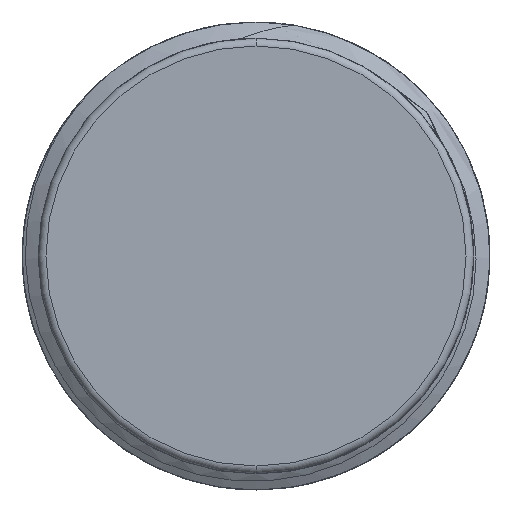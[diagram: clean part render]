
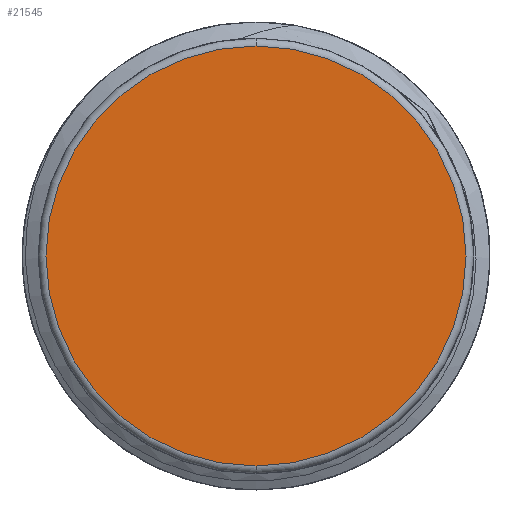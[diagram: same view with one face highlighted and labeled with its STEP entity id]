
A CAD part, left-side view. The second image highlights one B-rep face of the part: STEP entity #21545.
In plain terms, the highlighted planar face has unit normal (-1, 0, 0).
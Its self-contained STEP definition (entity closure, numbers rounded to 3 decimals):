
#261=CARTESIAN_POINT('',(-21.95,0.,2.408));
#262=DIRECTION('',(1.,0.,0.));
#263=DIRECTION('',(0.,0.,-1.));
#264=AXIS2_PLACEMENT_3D('',#261,#262,#263);
#266=CARTESIAN_POINT('',(-21.95,0.,2.408));
#267=DIRECTION('',(1.,0.,0.));
#268=DIRECTION('',(0.,0.,1.));
#269=AXIS2_PLACEMENT_3D('',#266,#267,#268);
#12230=CARTESIAN_POINT('',(-21.95,0.,-5.617));
#12231=CARTESIAN_POINT('',(-21.95,0.,10.433));
#12232=VERTEX_POINT('',#12230);
#12233=VERTEX_POINT('',#12231);
#21535=CARTESIAN_POINT('',(-21.95,0.,-5.558));
#21536=DIRECTION('',(1.,0.,0.));
#21537=DIRECTION('',(0.,1.,0.));
#21538=AXIS2_PLACEMENT_3D('',#21535,#21536,#21537);
#21539=PLANE('',#21538);
#21540=ORIENTED_EDGE('',*,*,#21525,.T.);
#21542=ORIENTED_EDGE('',*,*,#21541,.T.);
#21543=EDGE_LOOP('',(#21540,#21542));
#21544=FACE_OUTER_BOUND('',#21543,.F.);
#21545=ADVANCED_FACE('',(#21544),#21539,.F.);
#265=CIRCLE('',#264,8.025);
#270=CIRCLE('',#269,8.025);
#21525=EDGE_CURVE('',#12232,#12233,#265,.T.);
#21541=EDGE_CURVE('',#12233,#12232,#270,.T.);
